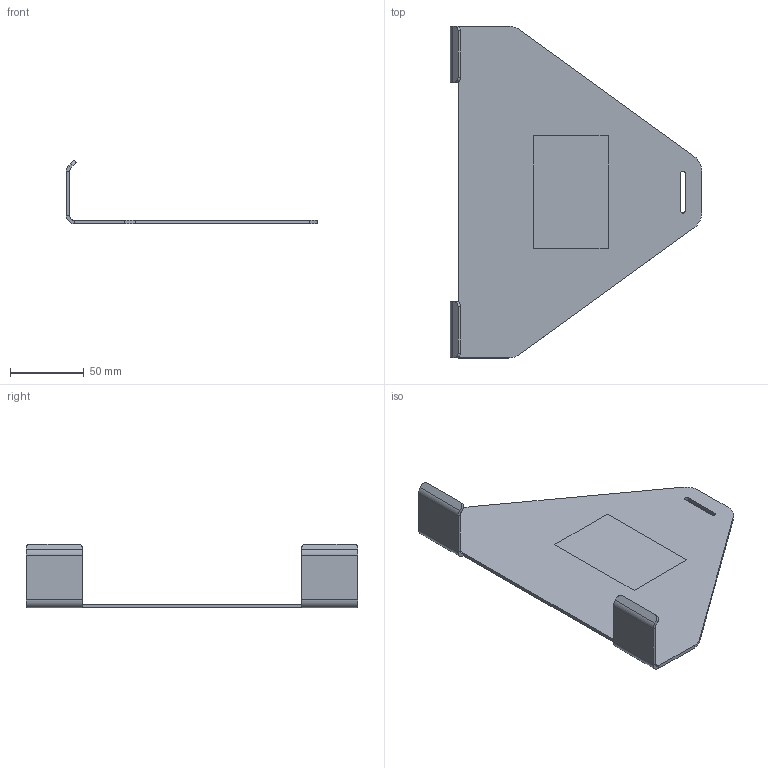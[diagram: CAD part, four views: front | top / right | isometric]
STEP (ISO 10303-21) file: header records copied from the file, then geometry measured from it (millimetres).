
FILE_DESCRIPTION (( 'STEP AP214' ), '1' );
FILE_NAME ('Riser Tension Plate.STEP', '2023-05-17T11:14:07', ( '' ), ( '' ), 'SwSTEP 2.0', 'SolidWorks 2023', '' );
FILE_SCHEMA (( 'AUTOMOTIVE_DESIGN' ));
Length unit declared in the file: inch
Products named in the file (1): Riser Tension Plate
Bounding box: 170.59 x 225.43 x 43.27 mm (x, y, z)
Volume: 66763.1 mm3; surface area: 59829.8 mm2
Topology: 1 solids, 1 shells, 55 faces, 128 edges, 76 vertices
Faces by surface type: plane 37, cylinder 18
Entity records: 1565 total; most frequent: DIRECTION 276, CARTESIAN_POINT 260, ORIENTED_EDGE 256, EDGE_CURVE 128, AXIS2_PLACEMENT_3D 92, VECTOR 92, LINE 92, VERTEX_POINT 76
